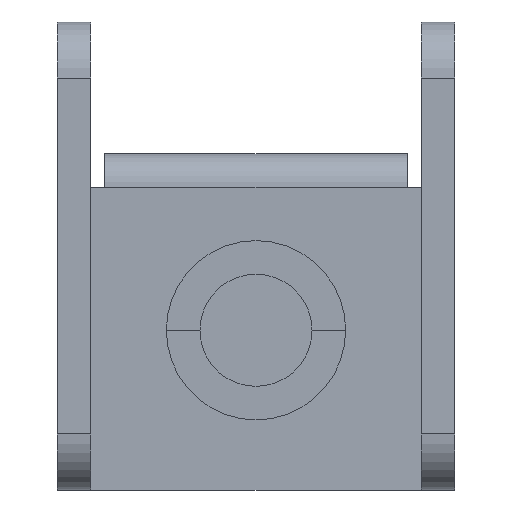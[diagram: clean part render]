
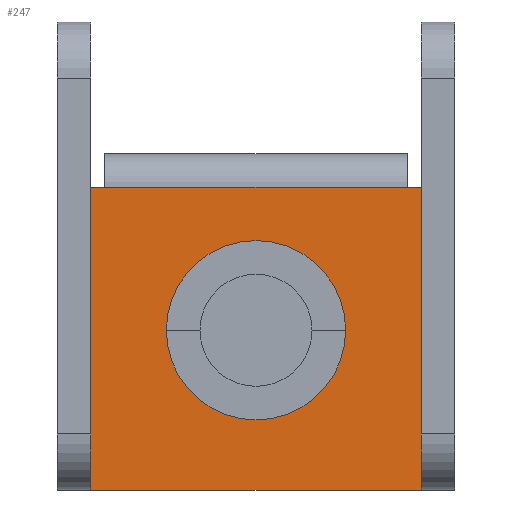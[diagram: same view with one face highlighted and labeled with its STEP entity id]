
A CAD part, front view. The second image highlights one B-rep face of the part: STEP entity #247.
In plain terms, the highlighted planar face has unit normal (0, -1, 0).
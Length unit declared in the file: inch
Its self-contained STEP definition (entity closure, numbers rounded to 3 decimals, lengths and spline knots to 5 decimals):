
#3 = DIRECTION ( 'NONE',  ( -1., 0., 0. ) ) ;
#67 = ORIENTED_EDGE ( 'NONE', *, *, #2187, .T. ) ;
#72 = EDGE_CURVE ( 'NONE', #298, #207, #2194, .T. ) ;
#73 = CARTESIAN_POINT ( 'NONE',  ( 0.12598, 0., 0.22441 ) ) ;
#84 = DIRECTION ( 'NONE',  ( 0., 0., 1. ) ) ;
#180 = CARTESIAN_POINT ( 'NONE',  ( -0.23228, 0., 0.4252 ) ) ;
#207 = VERTEX_POINT ( 'NONE', #73 ) ;
#222 = CARTESIAN_POINT ( 'NONE',  ( 0.23228, 0., 0. ) ) ;
#225 = FACE_OUTER_BOUND ( 'NONE', #1599, .T. ) ;
#227 = EDGE_CURVE ( 'NONE', #682, #2429, #1061, .T. ) ;
#247 = ADVANCED_FACE ( 'NONE', ( #2008, #225 ), #1023, .F. ) ;
#298 = VERTEX_POINT ( 'NONE', #704 ) ;
#335 = EDGE_LOOP ( 'NONE', ( #402, #2438 ) ) ;
#389 = CARTESIAN_POINT ( 'NONE',  ( -0.23228, 0., 0. ) ) ;
#402 = ORIENTED_EDGE ( 'NONE', *, *, #72, .T. ) ;
#442 = VECTOR ( 'NONE', #1670, 39.37008 ) ;
#534 = DIRECTION ( 'NONE',  ( 0., 1., 0. ) ) ;
#537 = CARTESIAN_POINT ( 'NONE',  ( -0.23228, 0., 0.4252 ) ) ;
#682 = VERTEX_POINT ( 'NONE', #222 ) ;
#691 = VECTOR ( 'NONE', #84, 39.37008 ) ;
#704 = CARTESIAN_POINT ( 'NONE',  ( -0.12598, 0., 0.22441 ) ) ;
#783 = DIRECTION ( 'NONE',  ( 0., 0., -1. ) ) ;
#878 = VERTEX_POINT ( 'NONE', #389 ) ;
#885 = AXIS2_PLACEMENT_3D ( 'NONE', #891, #1687, #2485 ) ;
#891 = CARTESIAN_POINT ( 'NONE',  ( 0., 0., 0.22441 ) ) ;
#892 = VECTOR ( 'NONE', #783, 39.37008 ) ;
#1008 = ORIENTED_EDGE ( 'NONE', *, *, #2428, .F. ) ;
#1023 = PLANE ( 'NONE',  #2355 ) ;
#1059 = ORIENTED_EDGE ( 'NONE', *, *, #227, .T. ) ;
#1061 = LINE ( 'NONE', #1075, #691 ) ;
#1075 = CARTESIAN_POINT ( 'NONE',  ( 0.23228, 0., 0. ) ) ;
#1076 = EDGE_CURVE ( 'NONE', #207, #298, #2511, .T. ) ;
#1099 = CARTESIAN_POINT ( 'NONE',  ( 0.23228, 0., 0.4252 ) ) ;
#1131 = CARTESIAN_POINT ( 'NONE',  ( -0.23228, 0., 0.4252 ) ) ;
#1180 = CARTESIAN_POINT ( 'NONE',  ( 0.23228, 0., 0. ) ) ;
#1227 = VECTOR ( 'NONE', #1760, 39.37008 ) ;
#1356 = LINE ( 'NONE', #1131, #892 ) ;
#1397 = DIRECTION ( 'NONE',  ( 0., 1., 0. ) ) ;
#1439 = AXIS2_PLACEMENT_3D ( 'NONE', #1840, #1397, #1796 ) ;
#1498 = CARTESIAN_POINT ( 'NONE',  ( -0.2126, 0., 0.4252 ) ) ;
#1511 = ORIENTED_EDGE ( 'NONE', *, *, #1797, .T. ) ;
#1599 = EDGE_LOOP ( 'NONE', ( #2463, #67, #2335, #1059, #1511, #1008 ) ) ;
#1614 = CARTESIAN_POINT ( 'NONE',  ( -0.2126, 0., 0.4252 ) ) ;
#1638 = VECTOR ( 'NONE', #1770, 39.37008 ) ;
#1644 = VECTOR ( 'NONE', #3, 39.37008 ) ;
#1658 = EDGE_CURVE ( 'NONE', #682, #878, #2163, .T. ) ;
#1670 = DIRECTION ( 'NONE',  ( -1., 0., 0. ) ) ;
#1687 = DIRECTION ( 'NONE',  ( 0., 1., 0. ) ) ;
#1693 = EDGE_CURVE ( 'NONE', #1950, #1834, #2547, .T. ) ;
#1703 = CARTESIAN_POINT ( 'NONE',  ( 0., 0., 0. ) ) ;
#1760 = DIRECTION ( 'NONE',  ( 1., 0., 0. ) ) ;
#1770 = DIRECTION ( 'NONE',  ( 1., 0., 0. ) ) ;
#1796 = DIRECTION ( 'NONE',  ( -1., 0., 0. ) ) ;
#1797 = EDGE_CURVE ( 'NONE', #2429, #2059, #1827, .T. ) ;
#1827 = LINE ( 'NONE', #1099, #442 ) ;
#1834 = VERTEX_POINT ( 'NONE', #1498 ) ;
#1840 = CARTESIAN_POINT ( 'NONE',  ( 0., 0., 0.22441 ) ) ;
#1863 = CARTESIAN_POINT ( 'NONE',  ( 0.2126, 0., 0.4252 ) ) ;
#1875 = DIRECTION ( 'NONE',  ( 1., 0., 0. ) ) ;
#1950 = VERTEX_POINT ( 'NONE', #537 ) ;
#2008 = FACE_BOUND ( 'NONE', #335, .T. ) ;
#2059 = VERTEX_POINT ( 'NONE', #1863 ) ;
#2101 = LINE ( 'NONE', #1614, #1638 ) ;
#2163 = LINE ( 'NONE', #1180, #1644 ) ;
#2181 = CARTESIAN_POINT ( 'NONE',  ( 0.23228, 0., 0.4252 ) ) ;
#2187 = EDGE_CURVE ( 'NONE', #1950, #878, #1356, .T. ) ;
#2194 = CIRCLE ( 'NONE', #1439, 0.12598 ) ;
#2335 = ORIENTED_EDGE ( 'NONE', *, *, #1658, .F. ) ;
#2355 = AXIS2_PLACEMENT_3D ( 'NONE', #1703, #534, #1875 ) ;
#2428 = EDGE_CURVE ( 'NONE', #1834, #2059, #2101, .T. ) ;
#2429 = VERTEX_POINT ( 'NONE', #2181 ) ;
#2438 = ORIENTED_EDGE ( 'NONE', *, *, #1076, .T. ) ;
#2463 = ORIENTED_EDGE ( 'NONE', *, *, #1693, .F. ) ;
#2485 = DIRECTION ( 'NONE',  ( 1., 0., 0. ) ) ;
#2511 = CIRCLE ( 'NONE', #885, 0.12598 ) ;
#2547 = LINE ( 'NONE', #180, #1227 ) ;
